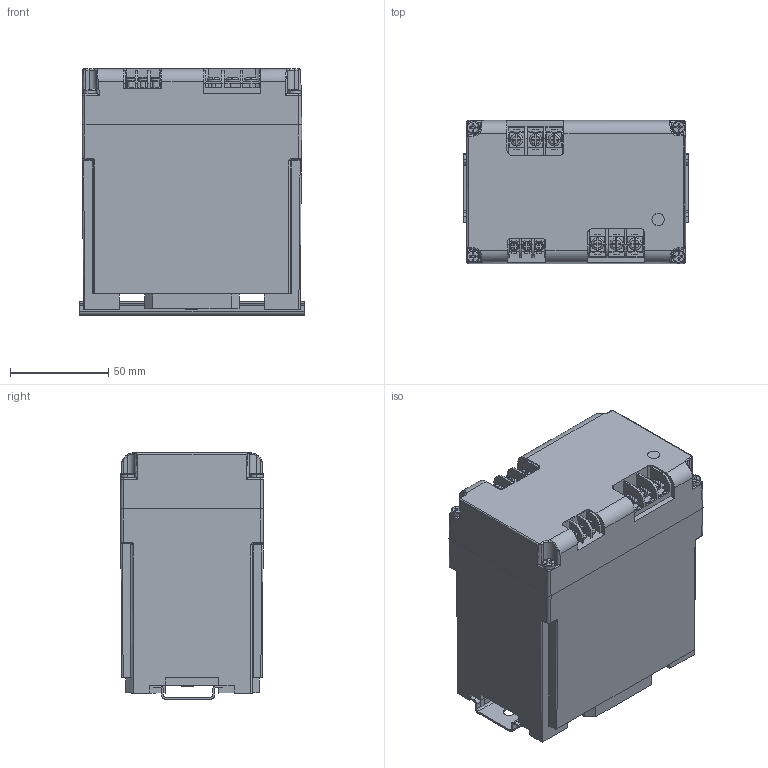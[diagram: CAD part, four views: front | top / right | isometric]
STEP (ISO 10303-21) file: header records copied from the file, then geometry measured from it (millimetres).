
FILE_DESCRIPTION (( 'STEP AP214' ), '1' );
FILE_NAME ('AD-PH24010.STEP', '2014-01-31T18:50:24', ( '' ), ( '' ), 'SwSTEP 2.0', 'SolidWorks 2013', '' );
FILE_SCHEMA (( 'AUTOMOTIVE_DESIGN' ));
Length unit declared in the file: inch
Products named in the file (1): AD-PH24010
Bounding box: 114.3 x 72.82 x 125.33 mm (x, y, z)
Volume: 922892.3 mm3; surface area: 114417.5 mm2
Topology: 42 solids, 42 shells, 983 faces, 2545 edges, 1652 vertices
Faces by surface type: plane 707, cylinder 167, bspline 73, torus 33, sphere 3
Entity records: 35914 total; most frequent: CARTESIAN_POINT 8454, ORIENTED_EDGE 5084, DIRECTION 4483, EDGE_CURVE 2542, VECTOR 1861, LINE 1861, VERTEX_POINT 1652, AXIS2_PLACEMENT_3D 1311
